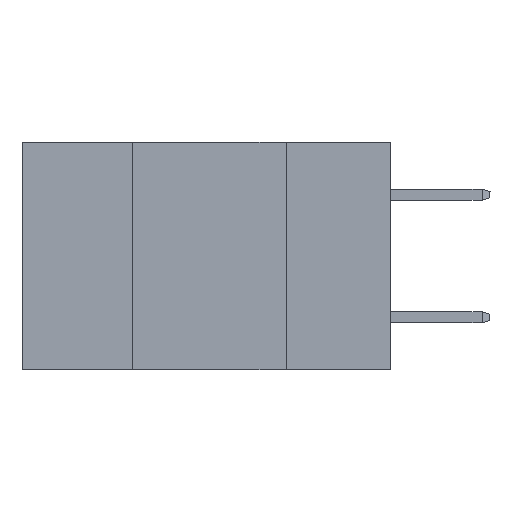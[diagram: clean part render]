
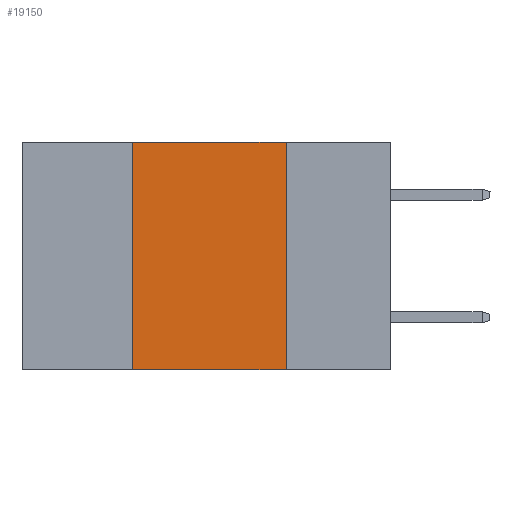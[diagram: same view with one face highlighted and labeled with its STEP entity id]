
A CAD part, left-side view. The second image highlights one B-rep face of the part: STEP entity #19150.
In plain terms, the highlighted planar face has unit normal (-1, 0, 0).
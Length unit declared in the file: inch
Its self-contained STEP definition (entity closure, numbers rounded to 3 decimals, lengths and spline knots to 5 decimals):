
#56 = CARTESIAN_POINT ( 'NONE',  ( 0., 0.42, -0.37 ) ) ;
#819 = CARTESIAN_POINT ( 'NONE',  ( 0., 0.42, 0. ) ) ;
#1063 = CARTESIAN_POINT ( 'NONE',  ( 0., 0.17, -0.37 ) ) ;
#2265 = ORIENTED_EDGE ( 'NONE', *, *, #18579, .F. ) ;
#2949 = ORIENTED_EDGE ( 'NONE', *, *, #26585, .F. ) ;
#3759 = VECTOR ( 'NONE', #30326, 39.37008 ) ;
#5754 = CARTESIAN_POINT ( 'NONE',  ( 0., 0.6, -0.37 ) ) ;
#6486 = AXIS2_PLACEMENT_3D ( 'NONE', #14093, #30367, #16455 ) ;
#7053 = EDGE_CURVE ( 'NONE', #27746, #28656, #21288, .T. ) ;
#7663 = ORIENTED_EDGE ( 'NONE', *, *, #23841, .F. ) ;
#8159 = DIRECTION ( 'NONE',  ( 0., -1., 0. ) ) ;
#8754 = VECTOR ( 'NONE', #8159, 39.37008 ) ;
#8788 = VECTOR ( 'NONE', #25850, 39.37008 ) ;
#8953 = FACE_OUTER_BOUND ( 'NONE', #23699, .T. ) ;
#10818 = VECTOR ( 'NONE', #14263, 39.37008 ) ;
#11938 = CARTESIAN_POINT ( 'NONE',  ( 0., 0.6, 0. ) ) ;
#14093 = CARTESIAN_POINT ( 'NONE',  ( 0., 0.6, 0. ) ) ;
#14141 = VERTEX_POINT ( 'NONE', #22186 ) ;
#14204 = LINE ( 'NONE', #28040, #3759 ) ;
#14263 = DIRECTION ( 'NONE',  ( 0., 0., 1. ) ) ;
#16455 = DIRECTION ( 'NONE',  ( 0., 0., -1. ) ) ;
#16901 = ORIENTED_EDGE ( 'NONE', *, *, #7053, .T. ) ;
#18579 = EDGE_CURVE ( 'NONE', #14141, #28656, #14204, .T. ) ;
#19150 = ADVANCED_FACE ( 'NONE', ( #8953 ), #25732, .F. ) ;
#21288 = LINE ( 'NONE', #5754, #8754 ) ;
#22186 = CARTESIAN_POINT ( 'NONE',  ( 0., 0.17, 0. ) ) ;
#23699 = EDGE_LOOP ( 'NONE', ( #2265, #2949, #7663, #16901 ) ) ;
#23841 = EDGE_CURVE ( 'NONE', #27746, #29166, #29454, .T. ) ;
#25732 = PLANE ( 'NONE',  #6486 ) ;
#25850 = DIRECTION ( 'NONE',  ( 0., -1., 0. ) ) ;
#25902 = CARTESIAN_POINT ( 'NONE',  ( 0., 0.42, 0. ) ) ;
#26585 = EDGE_CURVE ( 'NONE', #29166, #14141, #28258, .T. ) ;
#27746 = VERTEX_POINT ( 'NONE', #56 ) ;
#28040 = CARTESIAN_POINT ( 'NONE',  ( 0., 0.17, 0. ) ) ;
#28258 = LINE ( 'NONE', #11938, #8788 ) ;
#28656 = VERTEX_POINT ( 'NONE', #1063 ) ;
#29166 = VERTEX_POINT ( 'NONE', #819 ) ;
#29454 = LINE ( 'NONE', #25902, #10818 ) ;
#30326 = DIRECTION ( 'NONE',  ( 0., 0., -1. ) ) ;
#30367 = DIRECTION ( 'NONE',  ( 1., 0., 0. ) ) ;
